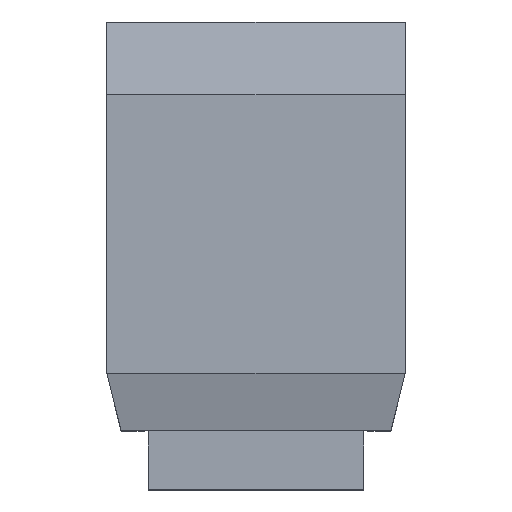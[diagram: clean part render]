
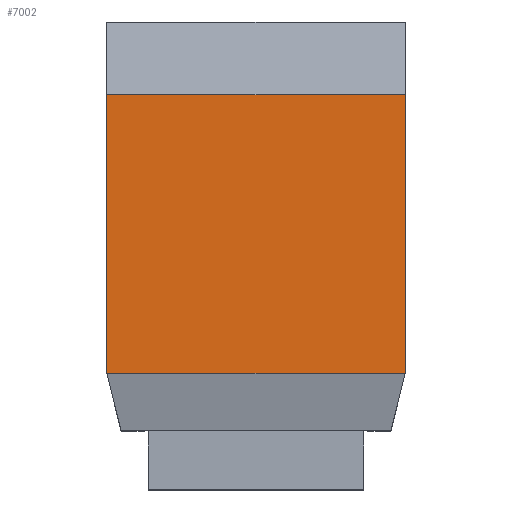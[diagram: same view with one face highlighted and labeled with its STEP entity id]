
A CAD part, top view. The second image highlights one B-rep face of the part: STEP entity #7002.
In plain terms, the highlighted planar face has unit normal (0, 0, 1).
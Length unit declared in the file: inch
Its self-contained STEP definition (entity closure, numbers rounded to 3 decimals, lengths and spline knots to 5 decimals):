
#6813=CARTESIAN_POINT('',(0.20472,-0.20177,0.34646));
#6814=VERTEX_POINT('',#6813);
#6852=CARTESIAN_POINT('',(-0.20472,-0.20177,0.34646));
#6853=VERTEX_POINT('',#6852);
#6875=CARTESIAN_POINT('',(-0.20472,0.18012,0.34646));
#6876=VERTEX_POINT('',#6875);
#6877=CARTESIAN_POINT('',(-0.20472,-0.20177,0.34646));
#6878=DIRECTION('',(0.0,1.0,0.0));
#6879=VECTOR('',#6878,0.38189);
#6880=LINE('',#6877,#6879);
#6881=EDGE_CURVE('',#6853,#6876,#6880,.T.);
#6945=CARTESIAN_POINT('',(0.20472,0.18012,0.34646));
#6946=VERTEX_POINT('',#6945);
#6960=CARTESIAN_POINT('',(0.20472,0.18012,0.34646));
#6961=DIRECTION('',(-1.0,0.0,0.0));
#6962=VECTOR('',#6961,0.40945);
#6963=LINE('',#6960,#6962);
#6964=EDGE_CURVE('',#6946,#6876,#6963,.T.);
#6975=CARTESIAN_POINT('',(-0.20472,-0.20177,0.34646));
#6976=DIRECTION('',(1.0,0.0,0.0));
#6977=VECTOR('',#6976,0.40945);
#6978=LINE('',#6975,#6977);
#6979=EDGE_CURVE('',#6853,#6814,#6978,.T.);
#6986=CARTESIAN_POINT('',(0.2252,-0.22087,0.34646));
#6987=DIRECTION('',(0.0,0.0,1.0));
#6988=DIRECTION('',(1.0,0.0,0.0));
#6989=AXIS2_PLACEMENT_3D('',#6986,#6987,#6988);
#6990=PLANE('',#6989);
#6991=ORIENTED_EDGE('',*,*,#6964,.T.);
#6992=ORIENTED_EDGE('',*,*,#6881,.F.);
#6993=ORIENTED_EDGE('',*,*,#6979,.T.);
#6994=CARTESIAN_POINT('',(0.20472,0.18012,0.34646));
#6995=DIRECTION('',(0.0,-1.0,0.0));
#6996=VECTOR('',#6995,0.38189);
#6997=LINE('',#6994,#6996);
#6998=EDGE_CURVE('',#6946,#6814,#6997,.T.);
#6999=ORIENTED_EDGE('',*,*,#6998,.F.);
#7000=EDGE_LOOP('',(#6991,#6992,#6993,#6999));
#7001=FACE_OUTER_BOUND('',#7000,.T.);
#7002=ADVANCED_FACE('',(#7001),#6990,.T.);
